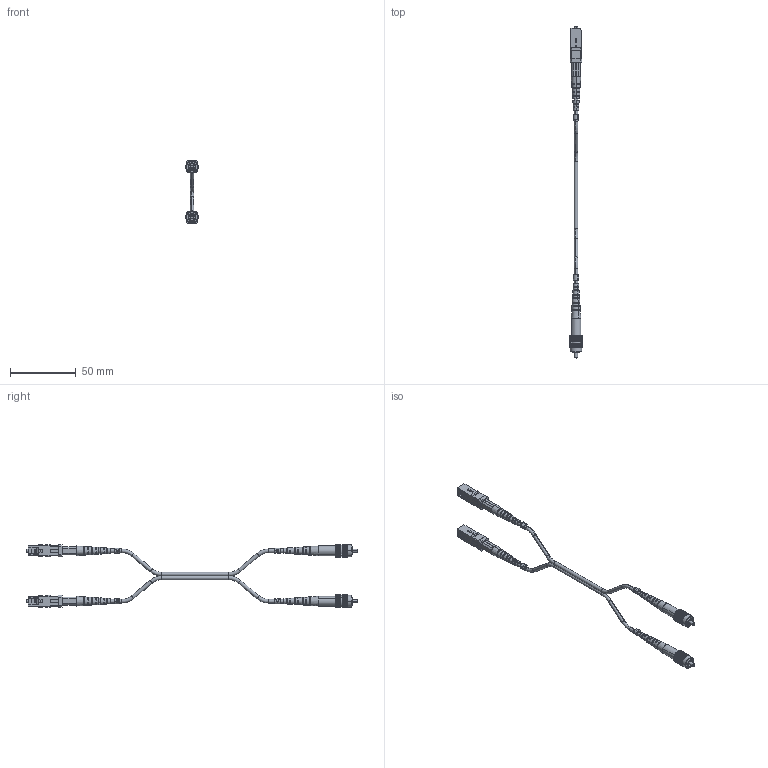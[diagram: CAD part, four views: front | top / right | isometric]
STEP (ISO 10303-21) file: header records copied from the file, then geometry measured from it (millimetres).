
FILE_DESCRIPTION (( 'STEP AP203' ), '1' );
FILE_NAME ('FODFC-SC.STEP', '2006-06-23T19:35:14', ( 'lcom' ), ( 'lcom' ), 'SwSTEP 2.0', 'SolidWorks 2006004', '' );
FILE_SCHEMA (( 'CONFIG_CONTROL_DESIGN' ));
Length unit declared in the file: inch
Products named in the file (12): FODFC-SC; FOC-101BA MA3; CONN-351-201-78-MA2; CONN-351-201-78; CONN-351-201-78-MA1; FOC-101BA; FOC-101BA MA2; LBL-C3P-A; FOC-101BA MA1; N602-INS-ZC-62PFD; FOC-101BA MA4; LBL-C3P-B
Assembly tree (15 placements, depth 3):
  FODFC-SC
    LBL-C3P-B  x2
    CONN-351-201-78  x2
      CONN-351-201-78-MA1
      CONN-351-201-78-MA2
    FOC-101BA  x2
      FOC-101BA MA3
      FOC-101BA MA1
      FOC-101BA MA2
      FOC-101BA MA4
    LBL-C3P-A  x2
    N602-INS-ZC-62PFD
Bounding box: 9.52 x 252.36 x 47.82 mm (x, y, z)
Volume: 8071.1 mm3; surface area: 16451.7 mm2
Topology: 17 solids, 17 shells, 1453 faces, 4235 edges, 2794 vertices
Faces by surface type: plane 1122, cylinder 269, cone 24, torus 20, bspline 18
Entity records: 27263 total; most frequent: CARTESIAN_POINT 5928, ORIENTED_EDGE 4314, DIRECTION 4022, EDGE_CURVE 2157, LINE 1508, VECTOR 1508, VERTEX_POINT 1418, AXIS2_PLACEMENT_3D 1257
